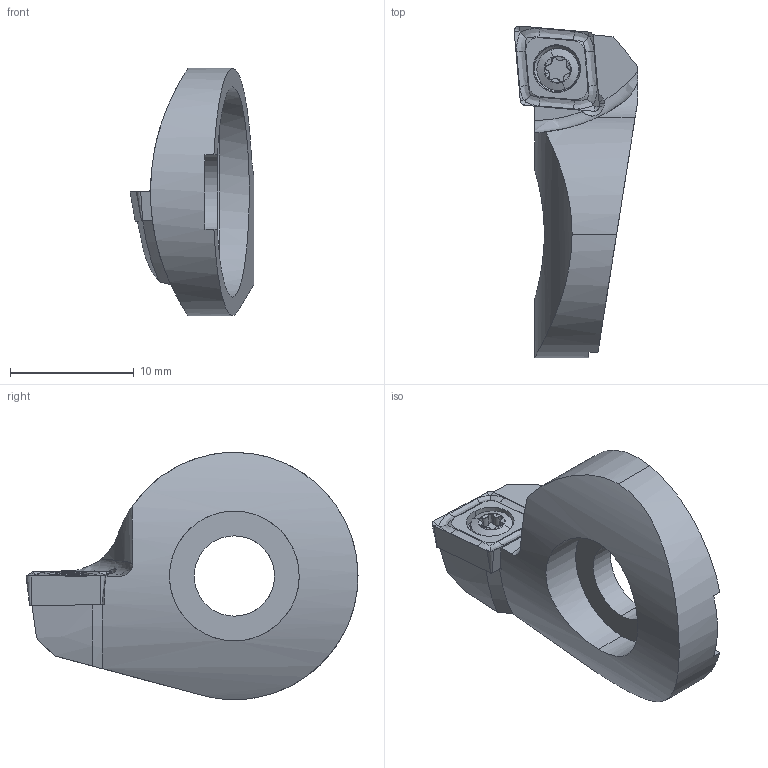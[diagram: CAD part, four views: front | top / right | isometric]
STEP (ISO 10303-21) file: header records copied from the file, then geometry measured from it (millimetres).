
FILE_DESCRIPTION (( 'STEP AP203' ), '1' );
FILE_NAME ('R40-FBHS-06LF.STEP', '2018-02-27T08:55:41', ( 'SWIAdmin' ), ( 'Hewlett-Packard Company' ), 'SwSTEP 2.0', 'SolidWorks 2017', '' );
FILE_SCHEMA (( 'CONFIG_CONTROL_DESIGN' ));
Length unit declared in the file: millimetre
Products named in the file (4): WCA-ER2.001.006_A; F32-WCA.002.007_A_fertigbearbeitet; CCMT060204; R40-FBHS-06LF
Assembly tree (3 placements, depth 2):
  R40-FBHS-06LF
    F32-WCA.002.007_A_fertigbearbeitet
    CCMT060204
    WCA-ER2.001.006_A
Bounding box: 10 x 26.85 x 20 mm (x, y, z)
Volume: 1584.2 mm3; surface area: 1545.8 mm2
Topology: 3 solids, 3 shells, 135 faces, 346 edges, 215 vertices
Faces by surface type: cylinder 45, plane 40, cone 24, torus 12, bspline 12, sphere 2
Entity records: 4939 total; most frequent: CARTESIAN_POINT 1425, ORIENTED_EDGE 684, DIRECTION 623, EDGE_CURVE 342, AXIS2_PLACEMENT_3D 243, VERTEX_POINT 215, EDGE_LOOP 143, VECTOR 137
